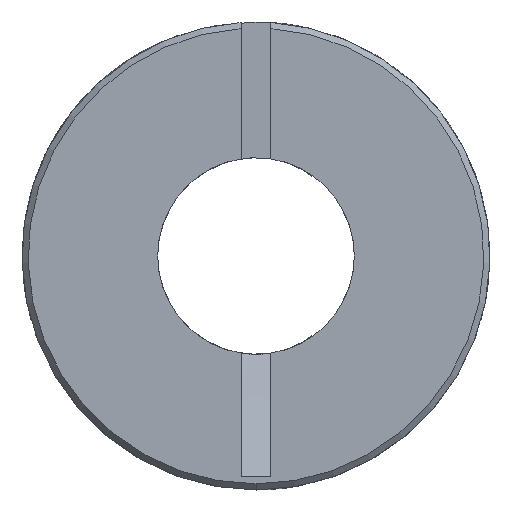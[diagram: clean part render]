
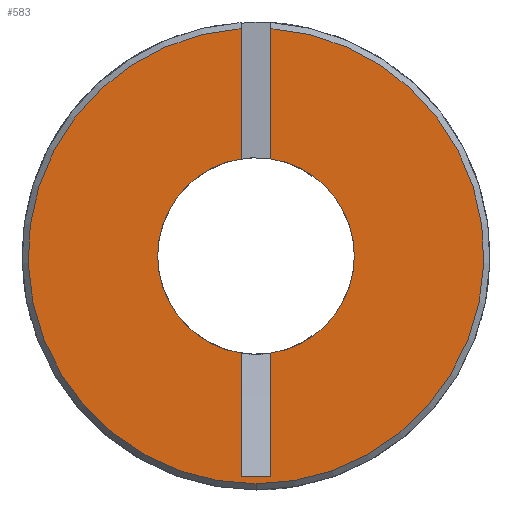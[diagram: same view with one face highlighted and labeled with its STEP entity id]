
A CAD part, left-side view. The second image highlights one B-rep face of the part: STEP entity #583.
In plain terms, the highlighted planar face has unit normal (-1, 0, 0).
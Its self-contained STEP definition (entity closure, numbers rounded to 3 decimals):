
#18 = AXIS2_PLACEMENT_3D ( 'NONE', #681, #1071, #689 ) ;
#44 = CARTESIAN_POINT ( 'NONE',  ( 0., 0., 0. ) ) ;
#46 = DIRECTION ( 'NONE',  ( 1., 0., 0. ) ) ;
#58 = AXIS2_PLACEMENT_3D ( 'NONE', #1773, #1774, #1777 ) ;
#72 = VERTEX_POINT ( 'NONE', #221 ) ;
#161 = AXIS2_PLACEMENT_3D ( 'NONE', #1271, #1273, #1276 ) ;
#166 = VERTEX_POINT ( 'NONE', #240 ) ;
#170 = AXIS2_PLACEMENT_3D ( 'NONE', #1255, #1256, #1259 ) ;
#221 = CARTESIAN_POINT ( 'NONE',  ( 0., 4., 0. ) ) ;
#229 = VERTEX_POINT ( 'NONE', #244 ) ;
#240 = CARTESIAN_POINT ( 'NONE',  ( 0., -0.61, -3.953 ) ) ;
#244 = CARTESIAN_POINT ( 'NONE',  ( 0., -0.61, -8.98 ) ) ;
#251 = VERTEX_POINT ( 'NONE', #255 ) ;
#255 = CARTESIAN_POINT ( 'NONE',  ( 0., 0.61, 9.255 ) ) ;
#265 = AXIS2_PLACEMENT_3D ( 'NONE', #44, #46, #1927 ) ;
#285 = VECTOR ( 'NONE', #872, 1000. ) ;
#362 = VECTOR ( 'NONE', #1797, 1000. ) ;
#366 = VECTOR ( 'NONE', #1787, 1000. ) ;
#370 = LINE ( 'NONE', #1790, #362 ) ;
#372 = VECTOR ( 'NONE', #1718, 1000. ) ;
#390 = LINE ( 'NONE', #1783, #366 ) ;
#392 = LINE ( 'NONE', #1868, #372 ) ;
#398 = CIRCLE ( 'NONE', #58, 9.275 ) ;
#443 = AXIS2_PLACEMENT_3D ( 'NONE', #977, #982, #983 ) ;
#486 = VERTEX_POINT ( 'NONE', #761 ) ;
#578 = VERTEX_POINT ( 'NONE', #972 ) ;
#579 = VECTOR ( 'NONE', #1592, 1000. ) ;
#583 = ADVANCED_FACE ( 'NONE', ( #966 ), #952, .F. ) ;
#606 = LINE ( 'NONE', #1609, #579 ) ;
#643 = CIRCLE ( 'NONE', #18, 9.275 ) ;
#681 = CARTESIAN_POINT ( 'NONE',  ( 0., 0., 0. ) ) ;
#689 = DIRECTION ( 'NONE',  ( 0., 0., -1. ) ) ;
#725 = CARTESIAN_POINT ( 'NONE',  ( 0., -0.61, 9.255 ) ) ;
#737 = CIRCLE ( 'NONE', #161, 4. ) ;
#745 = CARTESIAN_POINT ( 'NONE',  ( 0., 0.61, 9.505 ) ) ;
#758 = CIRCLE ( 'NONE', #170, 4. ) ;
#761 = CARTESIAN_POINT ( 'NONE',  ( 0., 0.61, -3.953 ) ) ;
#767 = LINE ( 'NONE', #745, #285 ) ;
#771 = EDGE_CURVE ( 'NONE', #1922, #166, #903, .T. ) ;
#835 = ORIENTED_EDGE ( 'NONE', *, *, #965, .T. ) ;
#845 = ORIENTED_EDGE ( 'NONE', *, *, #1375, .T. ) ;
#861 = ORIENTED_EDGE ( 'NONE', *, *, #1239, .T. ) ;
#869 = ORIENTED_EDGE ( 'NONE', *, *, #1110, .T. ) ;
#871 = ORIENTED_EDGE ( 'NONE', *, *, #1346, .T. ) ;
#872 = DIRECTION ( 'NONE',  ( 0., 0., 1. ) ) ;
#893 = ORIENTED_EDGE ( 'NONE', *, *, #1520, .T. ) ;
#898 = ORIENTED_EDGE ( 'NONE', *, *, #771, .T. ) ;
#903 = CIRCLE ( 'NONE', #265, 4. ) ;
#914 = CARTESIAN_POINT ( 'NONE',  ( 0., 0., -9.275 ) ) ;
#928 = ORIENTED_EDGE ( 'NONE', *, *, #1240, .F. ) ;
#931 = ORIENTED_EDGE ( 'NONE', *, *, #1245, .T. ) ;
#952 = PLANE ( 'NONE',  #443 ) ;
#958 = ORIENTED_EDGE ( 'NONE', *, *, #968, .T. ) ;
#965 = EDGE_CURVE ( 'NONE', #486, #72, #758, .T. ) ;
#966 = FACE_OUTER_BOUND ( 'NONE', #1742, .T. ) ;
#968 = EDGE_CURVE ( 'NONE', #72, #578, #737, .T. ) ;
#972 = CARTESIAN_POINT ( 'NONE',  ( 0., 0.61, 3.953 ) ) ;
#977 = CARTESIAN_POINT ( 'NONE',  ( 0., 0., 0. ) ) ;
#982 = DIRECTION ( 'NONE',  ( 1., 0., 0. ) ) ;
#983 = DIRECTION ( 'NONE',  ( 0., 0., -1. ) ) ;
#985 = ORIENTED_EDGE ( 'NONE', *, *, #1246, .T. ) ;
#1011 = CARTESIAN_POINT ( 'NONE',  ( 0., -4., 0. ) ) ;
#1071 = DIRECTION ( 'NONE',  ( -1., 0., 0. ) ) ;
#1110 = EDGE_CURVE ( 'NONE', #1362, #1834, #606, .T. ) ;
#1239 = EDGE_CURVE ( 'NONE', #251, #1380, #398, .T. ) ;
#1240 = EDGE_CURVE ( 'NONE', #229, #166, #392, .T. ) ;
#1245 = EDGE_CURVE ( 'NONE', #229, #1784, #390, .T. ) ;
#1246 = EDGE_CURVE ( 'NONE', #1784, #486, #370, .T. ) ;
#1255 = CARTESIAN_POINT ( 'NONE',  ( 0., 0., 0. ) ) ;
#1256 = DIRECTION ( 'NONE',  ( 1., 0., 0. ) ) ;
#1259 = DIRECTION ( 'NONE',  ( 0., 0., 1. ) ) ;
#1271 = CARTESIAN_POINT ( 'NONE',  ( 0., 0., 0. ) ) ;
#1273 = DIRECTION ( 'NONE',  ( 1., 0., 0. ) ) ;
#1276 = DIRECTION ( 'NONE',  ( 0., 0., 1. ) ) ;
#1296 = CARTESIAN_POINT ( 'NONE',  ( 0., 0.61, -8.98 ) ) ;
#1346 = EDGE_CURVE ( 'NONE', #1380, #1362, #643, .T. ) ;
#1362 = VERTEX_POINT ( 'NONE', #725 ) ;
#1365 = AXIS2_PLACEMENT_3D ( 'NONE', #1856, #1854, #1837 ) ;
#1375 = EDGE_CURVE ( 'NONE', #578, #251, #767, .T. ) ;
#1380 = VERTEX_POINT ( 'NONE', #914 ) ;
#1520 = EDGE_CURVE ( 'NONE', #1834, #1922, #1836, .T. ) ;
#1592 = DIRECTION ( 'NONE',  ( 0., 0., -1. ) ) ;
#1609 = CARTESIAN_POINT ( 'NONE',  ( 0., -0.61, 3.953 ) ) ;
#1718 = DIRECTION ( 'NONE',  ( 0., 0., 1. ) ) ;
#1742 = EDGE_LOOP ( 'NONE', ( #845, #861, #871, #869, #893, #898, #928, #931, #985, #835, #958 ) ) ;
#1773 = CARTESIAN_POINT ( 'NONE',  ( 0., 0., 0. ) ) ;
#1774 = DIRECTION ( 'NONE',  ( -1., 0., 0. ) ) ;
#1777 = DIRECTION ( 'NONE',  ( 0., 0., -1. ) ) ;
#1783 = CARTESIAN_POINT ( 'NONE',  ( 0., 0., -8.98 ) ) ;
#1784 = VERTEX_POINT ( 'NONE', #1296 ) ;
#1787 = DIRECTION ( 'NONE',  ( 0., 1., 0. ) ) ;
#1790 = CARTESIAN_POINT ( 'NONE',  ( 0., 0.61, 0. ) ) ;
#1797 = DIRECTION ( 'NONE',  ( 0., 0., 1. ) ) ;
#1834 = VERTEX_POINT ( 'NONE', #1857 ) ;
#1836 = CIRCLE ( 'NONE', #1365, 4. ) ;
#1837 = DIRECTION ( 'NONE',  ( 0., 0., 1. ) ) ;
#1854 = DIRECTION ( 'NONE',  ( 1., 0., 0. ) ) ;
#1856 = CARTESIAN_POINT ( 'NONE',  ( 0., 0., 0. ) ) ;
#1857 = CARTESIAN_POINT ( 'NONE',  ( 0., -0.61, 3.953 ) ) ;
#1868 = CARTESIAN_POINT ( 'NONE',  ( 0., -0.61, 0. ) ) ;
#1922 = VERTEX_POINT ( 'NONE', #1011 ) ;
#1927 = DIRECTION ( 'NONE',  ( 0., 0., 1. ) ) ;
